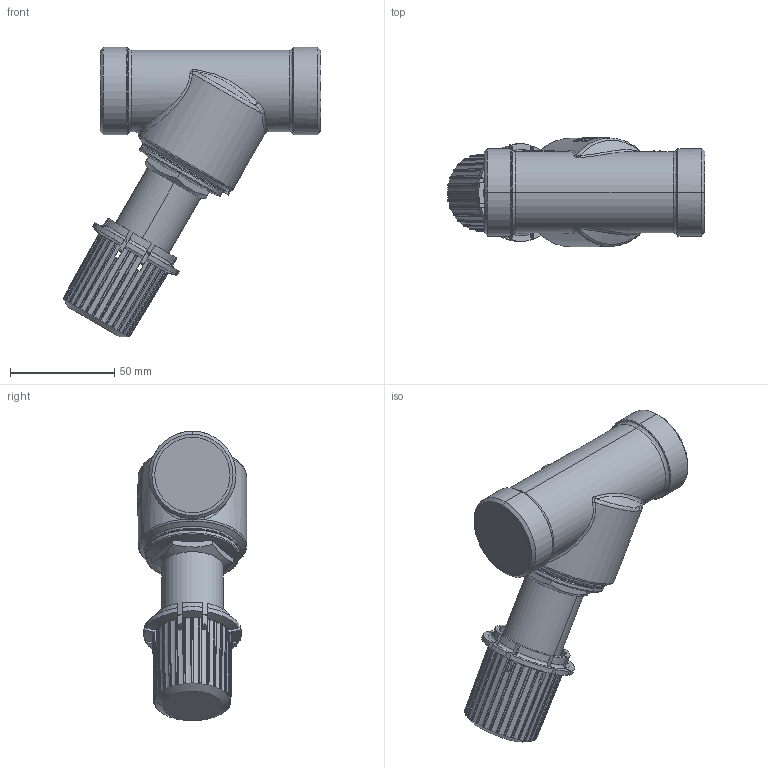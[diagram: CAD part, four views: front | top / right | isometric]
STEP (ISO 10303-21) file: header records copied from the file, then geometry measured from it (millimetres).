
FILE_DESCRIPTION((''),'2;1');
FILE_NAME('003L6030-BIM_SW0001','2022-12-05T11:34:00',('F09560'),(''),'CREO PARAMETRIC BY PTC INC, 2020342','CREO PARAMETRIC BY PTC INC, 2020342','');
FILE_SCHEMA(('AUTOMOTIVE_DESIGN { 1 0 10303 214 1 1 1 1 }'));
Products named in the file (1): 003L6030-BIM_SW0001
Bounding box: 123.79 x 52.38 x 138.91 mm (x, y, z)
Volume: 119223.5 mm3; surface area: 63096.4 mm2
Topology: 1 solids, 1 shells, 817 faces, 2295 edges, 1487 vertices
Faces by surface type: cylinder 224, plane 199, bspline 185, cone 101, extrusion 72, torus 35, sphere 1
Entity records: 49601 total; most frequent: CARTESIAN_POINT 26844, ORIENTED_EDGE 4590, DIRECTION 2909, EDGE_CURVE 2295, VERTEX_POINT 1487, B_SPLINE_CURVE_WITH_KNOTS 1199, AXIS2_PLACEMENT_3D 1095, EDGE_LOOP 844
